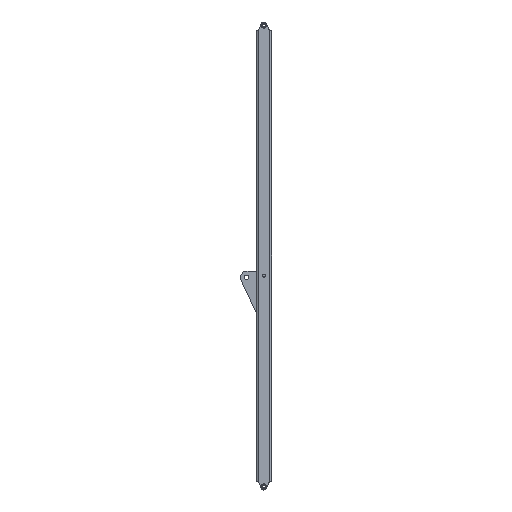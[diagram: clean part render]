
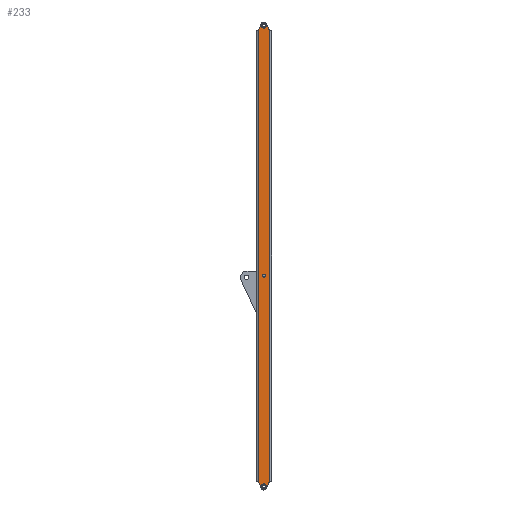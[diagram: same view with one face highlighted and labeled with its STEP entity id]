
A CAD part, left-side view. The second image highlights one B-rep face of the part: STEP entity #233.
In plain terms, the highlighted planar face has unit normal (-1, 0, 0).
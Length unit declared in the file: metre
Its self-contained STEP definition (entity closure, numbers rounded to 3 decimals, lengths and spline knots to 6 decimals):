
#233 = ADVANCED_FACE( '', ( #608, #609, #610, #611 ), #612, .T. );
#608 = FACE_BOUND( '', #1168, .T. );
#609 = FACE_BOUND( '', #1169, .T. );
#610 = FACE_BOUND( '', #1170, .T. );
#611 = FACE_OUTER_BOUND( '', #1171, .T. );
#612 = PLANE( '', #1172 );
#1168 = EDGE_LOOP( '', ( #1872 ) );
#1169 = EDGE_LOOP( '', ( #1873 ) );
#1170 = EDGE_LOOP( '', ( #1874 ) );
#1171 = EDGE_LOOP( '', ( #1875, #1876, #1877, #1878, #1879, #1880, #1881, #1882, #1883, #1884, #1885, #1886, #1887, #1888, #1889, #1890 ) );
#1172 = AXIS2_PLACEMENT_3D( '', #1891, #1892, #1893 );
#1872 = ORIENTED_EDGE( '', *, *, #3098, .T. );
#1873 = ORIENTED_EDGE( '', *, *, #3222, .F. );
#1874 = ORIENTED_EDGE( '', *, *, #3223, .T. );
#1875 = ORIENTED_EDGE( '', *, *, #3224, .T. );
#1876 = ORIENTED_EDGE( '', *, *, #3225, .T. );
#1877 = ORIENTED_EDGE( '', *, *, #3226, .F. );
#1878 = ORIENTED_EDGE( '', *, *, #3227, .T. );
#1879 = ORIENTED_EDGE( '', *, *, #3228, .F. );
#1880 = ORIENTED_EDGE( '', *, *, #3229, .T. );
#1881 = ORIENTED_EDGE( '', *, *, #3230, .T. );
#1882 = ORIENTED_EDGE( '', *, *, #3231, .T. );
#1883 = ORIENTED_EDGE( '', *, *, #3232, .T. );
#1884 = ORIENTED_EDGE( '', *, *, #3075, .T. );
#1885 = ORIENTED_EDGE( '', *, *, #3233, .F. );
#1886 = ORIENTED_EDGE( '', *, *, #3234, .F. );
#1887 = ORIENTED_EDGE( '', *, *, #3235, .T. );
#1888 = ORIENTED_EDGE( '', *, *, #3236, .F. );
#1889 = ORIENTED_EDGE( '', *, *, #3237, .T. );
#1890 = ORIENTED_EDGE( '', *, *, #3238, .T. );
#1891 = CARTESIAN_POINT( '', ( -0.141624, -2.669755, 0.634689 ) );
#1892 = DIRECTION( '', ( -1., 0., 0. ) );
#1893 = DIRECTION( '', ( 0., 0., 1. ) );
#3075 = EDGE_CURVE( '', #3628, #3634, #3636, .F. );
#3098 = EDGE_CURVE( '', #3677, #3677, #3678, .F. );
#3222 = EDGE_CURVE( '', #3894, #3894, #3895, .T. );
#3223 = EDGE_CURVE( '', #3896, #3896, #3897, .T. );
#3224 = EDGE_CURVE( '', #3898, #3899, #3900, .T. );
#3225 = EDGE_CURVE( '', #3899, #3901, #3902, .F. );
#3226 = EDGE_CURVE( '', #3903, #3901, #3904, .F. );
#3227 = EDGE_CURVE( '', #3903, #3905, #3906, .F. );
#3228 = EDGE_CURVE( '', #3907, #3905, #3908, .T. );
#3229 = EDGE_CURVE( '', #3907, #3909, #3910, .F. );
#3230 = EDGE_CURVE( '', #3909, #3911, #3912, .T. );
#3231 = EDGE_CURVE( '', #3911, #3913, #3914, .F. );
#3232 = EDGE_CURVE( '', #3913, #3628, #3915, .F. );
#3233 = EDGE_CURVE( '', #3916, #3634, #3917, .T. );
#3234 = EDGE_CURVE( '', #3918, #3916, #3919, .F. );
#3235 = EDGE_CURVE( '', #3918, #3920, #3921, .T. );
#3236 = EDGE_CURVE( '', #3922, #3920, #3923, .F. );
#3237 = EDGE_CURVE( '', #3922, #3924, #3925, .F. );
#3238 = EDGE_CURVE( '', #3924, #3898, #3926, .F. );
#3628 = VERTEX_POINT( '', #4464 );
#3634 = VERTEX_POINT( '', #4480 );
#3636 = CIRCLE( '', #4483, 0.00508 );
#3677 = VERTEX_POINT( '', #4532 );
#3678 = CIRCLE( '', #4533, 0.004445 );
#3894 = VERTEX_POINT( '', #4852 );
#3895 = CIRCLE( '', #4853, 0.00762 );
#3896 = VERTEX_POINT( '', #4854 );
#3897 = CIRCLE( '', #4855, 0.00762 );
#3898 = VERTEX_POINT( '', #4856 );
#3899 = VERTEX_POINT( '', #4857 );
#3900 = LINE( '', #4858, #4859 );
#3901 = VERTEX_POINT( '', #4860 );
#3902 = CIRCLE( '', #4861, 0.00508 );
#3903 = VERTEX_POINT( '', #4862 );
#3904 = LINE( '', #4863, #4864 );
#3905 = VERTEX_POINT( '', #4865 );
#3906 = CIRCLE( '', #4866, 0.00762 );
#3907 = VERTEX_POINT( '', #4867 );
#3908 = LINE( '', #4868, #4869 );
#3909 = VERTEX_POINT( '', #4870 );
#3910 = CIRCLE( '', #4871, 0.00762 );
#3911 = VERTEX_POINT( '', #4872 );
#3912 = LINE( '', #4873, #4874 );
#3913 = VERTEX_POINT( '', #4875 );
#3914 = CIRCLE( '', #4876, 0.00508 );
#3915 = LINE( '', #4877, #4878 );
#3916 = VERTEX_POINT( '', #4879 );
#3917 = LINE( '', #4880, #4881 );
#3918 = VERTEX_POINT( '', #4882 );
#3919 = CIRCLE( '', #4883, 0.00762 );
#3920 = VERTEX_POINT( '', #4884 );
#3921 = LINE( '', #4885, #4886 );
#3922 = VERTEX_POINT( '', #4887 );
#3923 = CIRCLE( '', #4888, 0.00762 );
#3924 = VERTEX_POINT( '', #4889 );
#3925 = LINE( '', #4890, #4891 );
#3926 = CIRCLE( '', #4892, 0.00508 );
#4464 = CARTESIAN_POINT( '', ( -0.141624, -2.65388, 0.671491 ) );
#4480 = CARTESIAN_POINT( '', ( -0.141624, -2.655179, 0.669655 ) );
#4483 = AXIS2_PLACEMENT_3D( '', #5659, #5660, #5661 );
#4532 = CARTESIAN_POINT( '', ( -0.141624, -2.669755, 1.27936 ) );
#4533 = AXIS2_PLACEMENT_3D( '', #5700, #5701, #5702 );
#4852 = CARTESIAN_POINT( '', ( -0.141624, -2.669755, 0.665459 ) );
#4853 = AXIS2_PLACEMENT_3D( '', #5887, #5888, #5889 );
#4854 = CARTESIAN_POINT( '', ( -0.141624, -2.669755, 1.998671 ) );
#4855 = AXIS2_PLACEMENT_3D( '', #5890, #5891, #5892 );
#4856 = CARTESIAN_POINT( '', ( -0.141624, -2.68563, 0.671491 ) );
#4857 = CARTESIAN_POINT( '', ( -0.141624, -2.68563, 1.99264 ) );
#4858 = CARTESIAN_POINT( '', ( -0.141624, -2.68563, 0.634689 ) );
#4859 = VECTOR( '', #5893, 1. );
#4860 = CARTESIAN_POINT( '', ( -0.141624, -2.684331, 1.994475 ) );
#4861 = AXIS2_PLACEMENT_3D( '', #5894, #5895, #5896 );
#4862 = CARTESIAN_POINT( '', ( -0.141624, -2.677058, 2.012035 ) );
#4863 = CARTESIAN_POINT( '', ( -0.141624, -2.68563, 1.991339 ) );
#4864 = VECTOR( '', #5897, 1. );
#4865 = CARTESIAN_POINT( '', ( -0.141624, -2.670018, 2.016739 ) );
#4866 = AXIS2_PLACEMENT_3D( '', #5898, #5899, #5900 );
#4867 = CARTESIAN_POINT( '', ( -0.141624, -2.669493, 2.016739 ) );
#4868 = CARTESIAN_POINT( '', ( -0.141624, -2.669755, 2.016739 ) );
#4869 = VECTOR( '', #5901, 1. );
#4870 = CARTESIAN_POINT( '', ( -0.141624, -2.662453, 2.012035 ) );
#4871 = AXIS2_PLACEMENT_3D( '', #5902, #5903, #5904 );
#4872 = CARTESIAN_POINT( '', ( -0.141624, -2.655179, 1.994475 ) );
#4873 = CARTESIAN_POINT( '', ( -0.141624, -2.65388, 1.991339 ) );
#4874 = VECTOR( '', #5905, 1. );
#4875 = CARTESIAN_POINT( '', ( -0.141624, -2.65388, 1.99264 ) );
#4876 = AXIS2_PLACEMENT_3D( '', #5906, #5907, #5908 );
#4877 = CARTESIAN_POINT( '', ( -0.141624, -2.65388, 0.672791 ) );
#4878 = VECTOR( '', #5909, 1. );
#4879 = CARTESIAN_POINT( '', ( -0.141624, -2.662453, 0.652095 ) );
#4880 = CARTESIAN_POINT( '', ( -0.141624, -2.65388, 0.672791 ) );
#4881 = VECTOR( '', #5910, 1. );
#4882 = CARTESIAN_POINT( '', ( -0.141624, -2.669493, 0.647391 ) );
#4883 = AXIS2_PLACEMENT_3D( '', #5911, #5912, #5913 );
#4884 = CARTESIAN_POINT( '', ( -0.141624, -2.670018, 0.647391 ) );
#4885 = CARTESIAN_POINT( '', ( -0.141624, -2.669755, 0.647391 ) );
#4886 = VECTOR( '', #5914, 1. );
#4887 = CARTESIAN_POINT( '', ( -0.141624, -2.677058, 0.652095 ) );
#4888 = AXIS2_PLACEMENT_3D( '', #5915, #5916, #5917 );
#4889 = CARTESIAN_POINT( '', ( -0.141624, -2.684331, 0.669655 ) );
#4890 = CARTESIAN_POINT( '', ( -0.141624, -2.68563, 0.672791 ) );
#4891 = VECTOR( '', #5918, 1. );
#4892 = AXIS2_PLACEMENT_3D( '', #5919, #5920, #5921 );
#5659 = CARTESIAN_POINT( '', ( -0.141624, -2.650486, 0.667711 ) );
#5660 = DIRECTION( '', ( -1., 0., 0. ) );
#5661 = DIRECTION( '', ( 0., 0., 1. ) );
#5700 = CARTESIAN_POINT( '', ( -0.141624, -2.669755, 1.274915 ) );
#5701 = DIRECTION( '', ( -1., 0., 0. ) );
#5702 = DIRECTION( '', ( 0., 0., 1. ) );
#5887 = CARTESIAN_POINT( '', ( -0.141624, -2.669755, 0.657839 ) );
#5888 = DIRECTION( '', ( -1., 0., 0. ) );
#5889 = DIRECTION( '', ( 0., 0., 1. ) );
#5890 = CARTESIAN_POINT( '', ( -0.141624, -2.669755, 2.006291 ) );
#5891 = DIRECTION( '', ( 1., 0., 0. ) );
#5892 = DIRECTION( '', ( 0., 0., -1. ) );
#5893 = DIRECTION( '', ( 0., 0., 1. ) );
#5894 = CARTESIAN_POINT( '', ( -0.141624, -2.689025, 1.996419 ) );
#5895 = DIRECTION( '', ( -1., 0., 0. ) );
#5896 = DIRECTION( '', ( 0., 0., 1. ) );
#5897 = DIRECTION( '', ( 0., 0.383, 0.924 ) );
#5898 = CARTESIAN_POINT( '', ( -0.141624, -2.670018, 2.009119 ) );
#5899 = DIRECTION( '', ( 1., 0., 0. ) );
#5900 = DIRECTION( '', ( 0., 0., -1. ) );
#5901 = DIRECTION( '', ( 0., -1., 0. ) );
#5902 = CARTESIAN_POINT( '', ( -0.141624, -2.669493, 2.009119 ) );
#5903 = DIRECTION( '', ( 1., 0., 0. ) );
#5904 = DIRECTION( '', ( 0., 0., -1. ) );
#5905 = DIRECTION( '', ( 0., 0.383, -0.924 ) );
#5906 = CARTESIAN_POINT( '', ( -0.141624, -2.650486, 1.996419 ) );
#5907 = DIRECTION( '', ( -1., 0., 0. ) );
#5908 = DIRECTION( '', ( 0., 0., 1. ) );
#5909 = DIRECTION( '', ( 0., 0., 1. ) );
#5910 = DIRECTION( '', ( 0., 0.383, 0.924 ) );
#5911 = CARTESIAN_POINT( '', ( -0.141624, -2.669493, 0.655011 ) );
#5912 = DIRECTION( '', ( -1., 0., 0. ) );
#5913 = DIRECTION( '', ( 0., 0., 1. ) );
#5914 = DIRECTION( '', ( 0., -1., 0. ) );
#5915 = CARTESIAN_POINT( '', ( -0.141624, -2.670018, 0.655011 ) );
#5916 = DIRECTION( '', ( -1., 0., 0. ) );
#5917 = DIRECTION( '', ( 0., 0., 1. ) );
#5918 = DIRECTION( '', ( 0., 0.383, -0.924 ) );
#5919 = CARTESIAN_POINT( '', ( -0.141624, -2.689025, 0.667711 ) );
#5920 = DIRECTION( '', ( -1., 0., 0. ) );
#5921 = DIRECTION( '', ( 0., 0., 1. ) );
